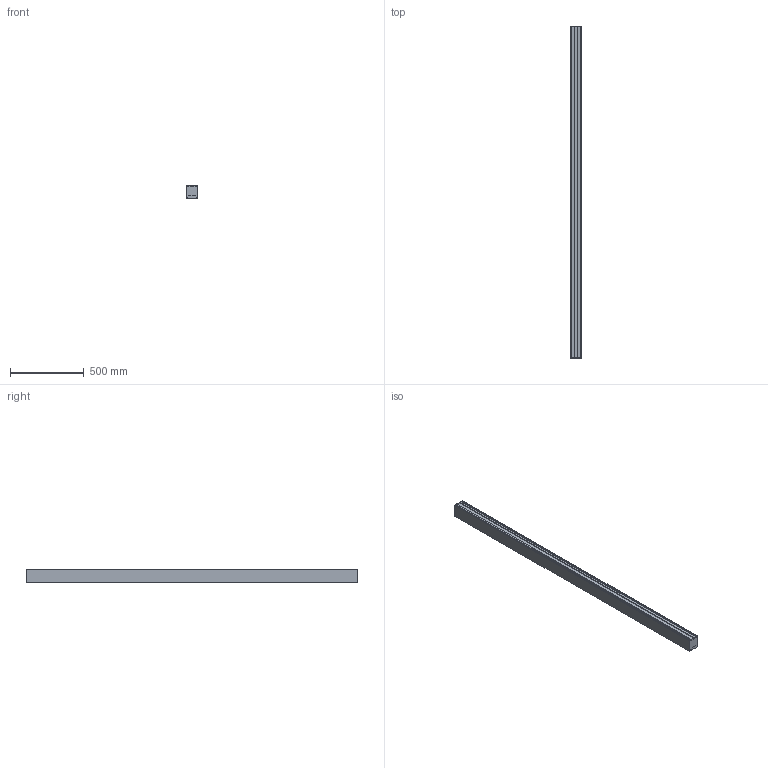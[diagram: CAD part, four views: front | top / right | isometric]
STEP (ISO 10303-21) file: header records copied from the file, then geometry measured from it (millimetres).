
FILE_DESCRIPTION(/* description */ ('This is a sample STEP configuration'),/* implementation_level */ '2;1');
FILE_NAME(/* name */ '728-207063xxxxxx SIMPLE.ipt_Rev_01.stp',/* time_stamp */ '2023-09-19T07:12:14+02:00',/* author */ ('powerJobs'),/* organization */ ('coolOrange'),/* preprocessor_version */ 'ST-DEVELOPER v19.2',/* originating_system */ 'Autodesk Inventor 2023',/* authorisation */ '');
FILE_SCHEMA (('AUTOMOTIVE_DESIGN { 1 0 10303 214 3 1 1 }'));
Length unit declared in the file: millimetre
Products named in the file (1): ENG000025675
Bounding box: 76 x 2254.5 x 90 mm (x, y, z)
Volume: 10946496.6 mm3; surface area: 983494.9 mm2
Topology: 1 solids, 1 shells, 376 faces, 926 edges, 616 vertices
Faces by surface type: plane 376
Entity records: 10901 total; most frequent: CARTESIAN_POINT 1919, ORIENTED_EDGE 1852, DIRECTION 1680, LINE 926, VECTOR 926, EDGE_CURVE 926, VERTEX_POINT 616, EDGE_LOOP 440
